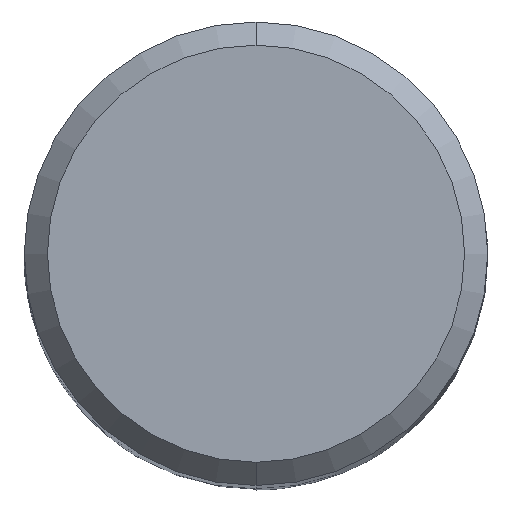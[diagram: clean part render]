
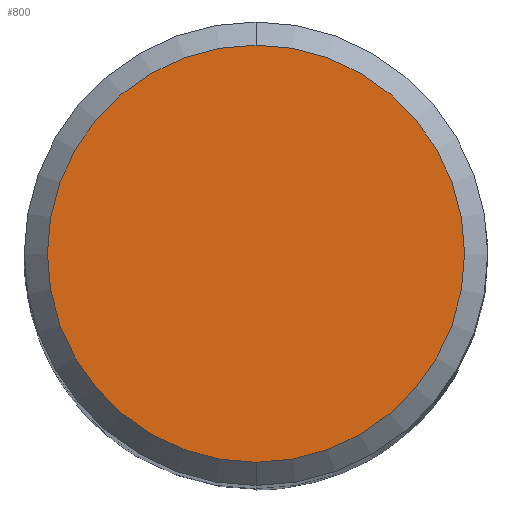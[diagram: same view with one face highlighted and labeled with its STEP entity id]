
A CAD part, top view. The second image highlights one B-rep face of the part: STEP entity #800.
In plain terms, the highlighted planar face has unit normal (0, 0, 1).
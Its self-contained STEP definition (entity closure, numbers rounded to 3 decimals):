
#578=VERTEX_POINT('',#1222);
#722=EDGE_CURVE('',#734,#578,#1378,.T.);
#734=VERTEX_POINT('',#1391);
#736=EDGE_CURVE('',#578,#734,#1393,.T.);
#800=ADVANCED_FACE('',(#1461),#1462,.T.);
#1222=CARTESIAN_POINT('',(0.,-5.4,0.0));
#1378=CIRCLE('',#2358,5.4);
#1391=CARTESIAN_POINT('',(0.0,5.4,0.0));
#1393=CIRCLE('',#2374,5.4);
#1461=FACE_OUTER_BOUND('',#2493,.T.);
#1462=PLANE('',#2494);
#2358=AXIS2_PLACEMENT_3D('',#3202,#3203,#3204);
#2374=AXIS2_PLACEMENT_3D('',#3213,#3214,#3215);
#2493=EDGE_LOOP('',(#3273,#3274));
#2494=AXIS2_PLACEMENT_3D('',#3275,#3276,#3277);
#3202=CARTESIAN_POINT('',(0.0,0.0,0.0));
#3203=DIRECTION('',(0.0,0.0,-1.0));
#3204=DIRECTION('',(0.0,1.0,0.0));
#3213=CARTESIAN_POINT('',(0.0,0.0,0.0));
#3214=DIRECTION('',(0.0,0.0,-1.0));
#3215=DIRECTION('',(0.0,1.0,0.0));
#3273=ORIENTED_EDGE('',*,*,#722,.F.);
#3274=ORIENTED_EDGE('',*,*,#736,.F.);
#3275=CARTESIAN_POINT('',(0.0,2.7,0.0));
#3276=DIRECTION('',(-0.0,0.0,1.0));
#3277=DIRECTION('',(0.0,-1.0,0.0));
